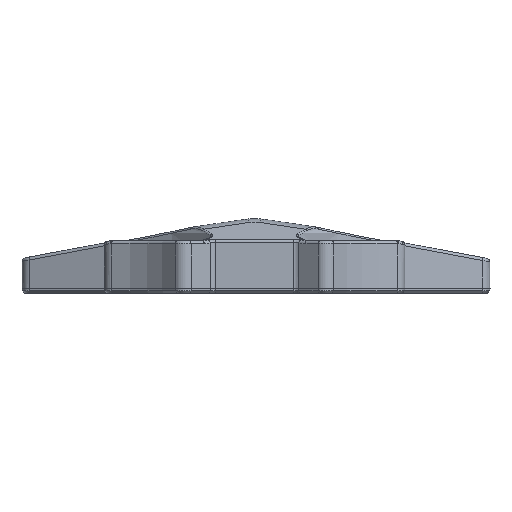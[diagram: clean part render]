
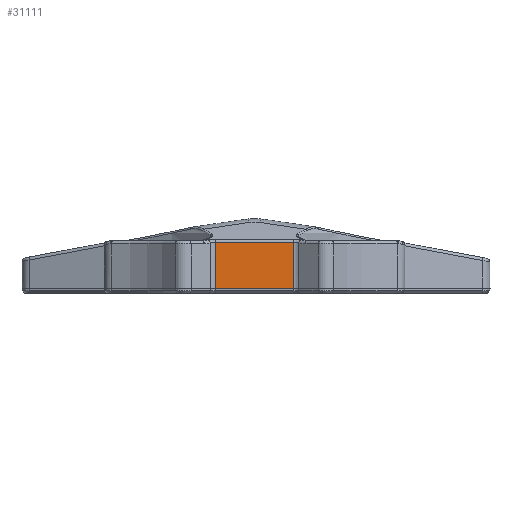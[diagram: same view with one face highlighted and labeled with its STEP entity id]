
A CAD part, front view. The second image highlights one B-rep face of the part: STEP entity #31111.
In plain terms, the highlighted planar face has unit normal (0, -1, 0).
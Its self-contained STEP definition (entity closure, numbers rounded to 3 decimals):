
#669=PLANE('',#33608);
#2121=LINE('',#52695,#4743);
#2174=LINE('',#53031,#4796);
#2175=LINE('',#53035,#4797);
#2176=LINE('',#53036,#4798);
#4743=VECTOR('',#39228,10.);
#4796=VECTOR('',#39387,10.);
#4797=VECTOR('',#39392,10.);
#4798=VECTOR('',#39393,10.);
#8549=FACE_OUTER_BOUND('',#10454,.T.);
#10454=EDGE_LOOP('',(#24807,#24808,#24809,#24810));
#14418=VERTEX_POINT('',#52685);
#14420=VERTEX_POINT('',#52693);
#14483=VERTEX_POINT('',#53030);
#14484=VERTEX_POINT('',#53034);
#18088=EDGE_CURVE('',#14420,#14418,#2121,.T.);
#18181=EDGE_CURVE('',#14483,#14418,#2174,.T.);
#18183=EDGE_CURVE('',#14484,#14420,#2175,.T.);
#18184=EDGE_CURVE('',#14484,#14483,#2176,.T.);
#24807=ORIENTED_EDGE('',*,*,#18088,.F.);
#24808=ORIENTED_EDGE('',*,*,#18183,.F.);
#24809=ORIENTED_EDGE('',*,*,#18184,.T.);
#24810=ORIENTED_EDGE('',*,*,#18181,.T.);
#31111=ADVANCED_FACE('',(#8549),#669,.T.);
#33608=AXIS2_PLACEMENT_3D('',#53033,#39390,#39391);
#39228=DIRECTION('',(1.,0.,0.));
#39387=DIRECTION('',(0.,0.,1.));
#39390=DIRECTION('center_axis',(0.,-1.,0.));
#39391=DIRECTION('ref_axis',(-1.,0.,0.));
#39392=DIRECTION('',(0.,0.,1.));
#39393=DIRECTION('',(1.,0.,0.));
#52685=CARTESIAN_POINT('',(174.47,-299.758,3.706));
#52693=CARTESIAN_POINT('',(124.016,-299.758,3.706));
#52695=CARTESIAN_POINT('',(70.704,-299.758,3.706));
#53030=CARTESIAN_POINT('',(174.47,-299.758,-26.));
#53031=CARTESIAN_POINT('',(174.47,-299.758,0.));
#53033=CARTESIAN_POINT('Origin',(149.243,-299.758,0.));
#53034=CARTESIAN_POINT('',(124.016,-299.758,-26.));
#53035=CARTESIAN_POINT('',(124.016,-299.758,0.));
#53036=CARTESIAN_POINT('',(112.915,-299.758,-26.));
